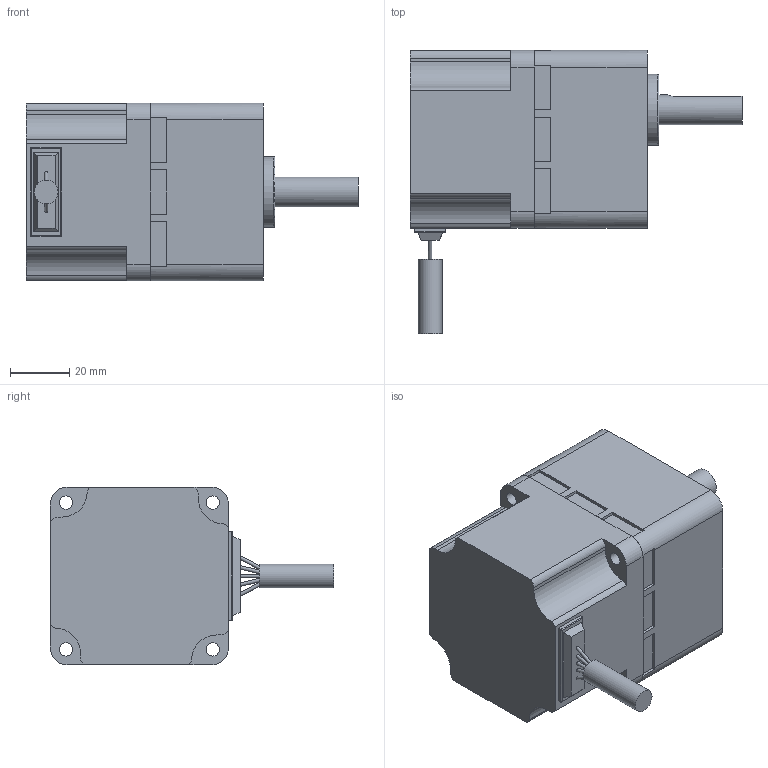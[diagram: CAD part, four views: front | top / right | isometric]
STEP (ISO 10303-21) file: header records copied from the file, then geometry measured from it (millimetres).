
FILE_DESCRIPTION( ( 'STEP AP203' ), '1' );
FILE_NAME( 'BLH230K-30-0_2_03.stp', ' ', ( ' ' ), ( ' ' ), 'PSStep 15.0.47', 'PARTsolutions', ' ' );
FILE_SCHEMA( ( 'CONFIG_CONTROL_DESIGN' ) );
Length unit declared in the file: millimetre
Products named in the file (3): BLH230K-30-0; _BLH230K(30,0)-Gearhead; _BLH230K-Motor
Assembly tree (2 placements, depth 2):
  BLH230K-30-0
    _BLH230K(30,0)-Gearhead
    _BLH230K-Motor
Bounding box: 112 x 95.5 x 60 mm (x, y, z)
Volume: 273064.3 mm3; surface area: 37177.5 mm2
Topology: 2 solids, 2 shells, 129 faces, 349 edges, 231 vertices
Faces by surface type: plane 86, cylinder 42, torus 1
Full cylindrical faces by diameter (mm): 1.2 x5, 4.5 x8, 8 x1, 10 x1, 24 x1, 54 x1
Entity records: 4135 total; most frequent: CARTESIAN_POINT 721, DIRECTION 681, ORIENTED_EDGE 660, EDGE_CURVE 330, LINE 241, VECTOR 241, VERTEX_POINT 230, AXIS2_PLACEMENT_3D 220
